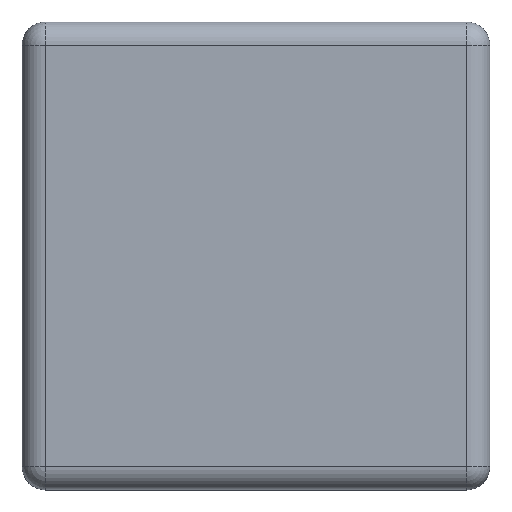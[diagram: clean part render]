
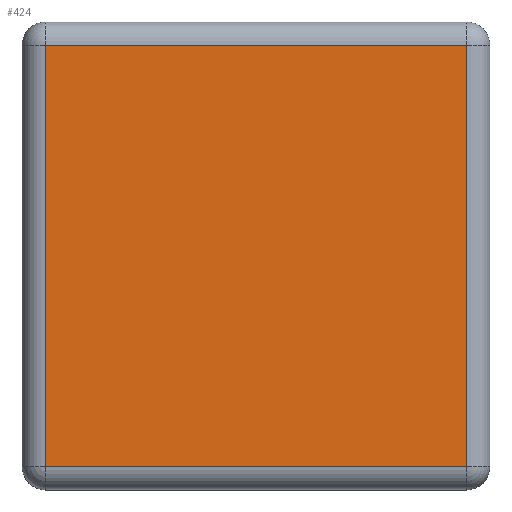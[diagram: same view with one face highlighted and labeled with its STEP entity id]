
A CAD part, top view. The second image highlights one B-rep face of the part: STEP entity #424.
In plain terms, the highlighted planar face has unit normal (0, 0, 1).
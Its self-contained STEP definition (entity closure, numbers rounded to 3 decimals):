
#186 = VERTEX_POINT('',#187);
#187 = CARTESIAN_POINT('',(-3.6,3.6,2.05));
#196 = VERTEX_POINT('',#197);
#197 = CARTESIAN_POINT('',(-3.6,-3.6,2.05));
#204 = EDGE_CURVE('',#186,#196,#205,.T.);
#205 = LINE('',#206,#207);
#206 = CARTESIAN_POINT('',(-3.6,3.6,2.05));
#207 = VECTOR('',#208,1.);
#208 = DIRECTION('',(-0.,-1.,-0.));
#424 = ADVANCED_FACE('',(#425),#450,.T.);
#425 = FACE_BOUND('',#426,.T.);
#426 = EDGE_LOOP('',(#427,#435,#436,#444));
#427 = ORIENTED_EDGE('',*,*,#428,.T.);
#428 = EDGE_CURVE('',#429,#186,#431,.T.);
#429 = VERTEX_POINT('',#430);
#430 = CARTESIAN_POINT('',(3.6,3.6,2.05));
#431 = LINE('',#432,#433);
#432 = CARTESIAN_POINT('',(3.6,3.6,2.05));
#433 = VECTOR('',#434,1.);
#434 = DIRECTION('',(-1.,-0.,-0.));
#435 = ORIENTED_EDGE('',*,*,#204,.T.);
#436 = ORIENTED_EDGE('',*,*,#437,.T.);
#437 = EDGE_CURVE('',#196,#438,#440,.T.);
#438 = VERTEX_POINT('',#439);
#439 = CARTESIAN_POINT('',(3.6,-3.6,2.05));
#440 = LINE('',#441,#442);
#441 = CARTESIAN_POINT('',(-3.6,-3.6,2.05));
#442 = VECTOR('',#443,1.);
#443 = DIRECTION('',(1.,0.,0.));
#444 = ORIENTED_EDGE('',*,*,#445,.T.);
#445 = EDGE_CURVE('',#438,#429,#446,.T.);
#446 = LINE('',#447,#448);
#447 = CARTESIAN_POINT('',(3.6,-3.6,2.05));
#448 = VECTOR('',#449,1.);
#449 = DIRECTION('',(0.,1.,0.));
#450 = PLANE('',#451);
#451 = AXIS2_PLACEMENT_3D('',#452,#453,#454);
#452 = CARTESIAN_POINT('',(-4.,-4.,2.05));
#453 = DIRECTION('',(0.,0.,1.));
#454 = DIRECTION('',(1.,0.,0.));
